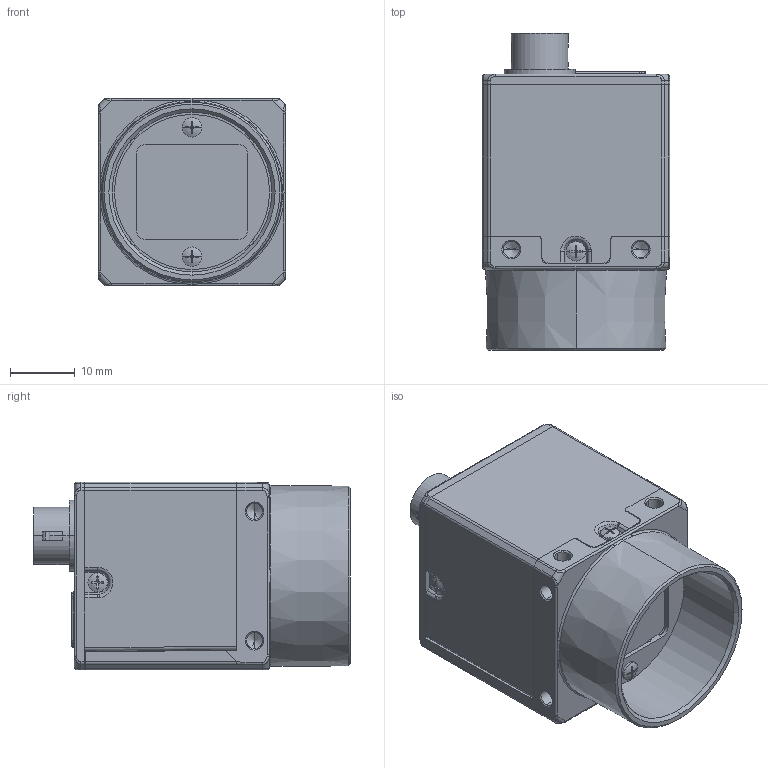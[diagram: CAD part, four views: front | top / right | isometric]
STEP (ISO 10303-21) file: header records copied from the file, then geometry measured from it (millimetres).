
FILE_DESCRIPTION(('STEP AP214'),'1');
FILE_NAME('CS_type-f(USB).stp','2023-02-27T02:12:05',(' '),(' '),'Spatial InterOp 3D',' ',' ');
FILE_SCHEMA(('AUTOMOTIVE_DESIGN { 1 0 10303 214 1 1 1 1 }'));
Length unit declared in the file: metre
Products named in the file (2): CS_type-f(USB); Component1
Assembly tree (1 placements, depth 2):
  CS_type-f(USB)
    Component1
Bounding box: 29.03 x 48.98 x 29 mm (x, y, z)
Volume: 26822.6 mm3; surface area: 12804.7 mm2
Topology: 1 solids, 4 shells, 1419 faces, 3778 edges, 2382 vertices
Faces by surface type: plane 765, cylinder 464, cone 69, bspline 50, torus 48, sphere 23
Entity records: 48731 total; most frequent: CARTESIAN_POINT 13126, ORIENTED_EDGE 7492, DIRECTION 7477, EDGE_CURVE 3746, AXIS2_PLACEMENT_3D 2579, VERTEX_POINT 2382, LINE 2319, VECTOR 2319
